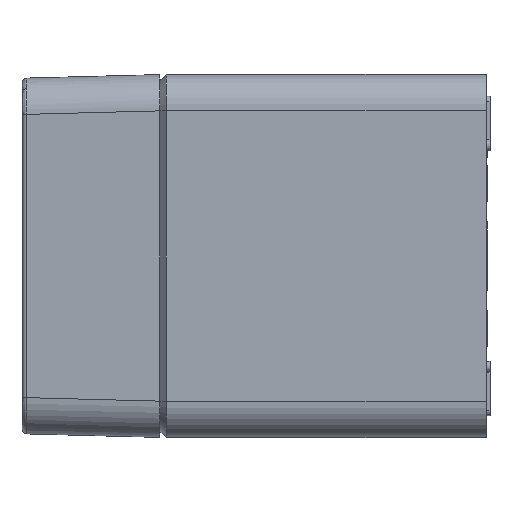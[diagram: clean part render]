
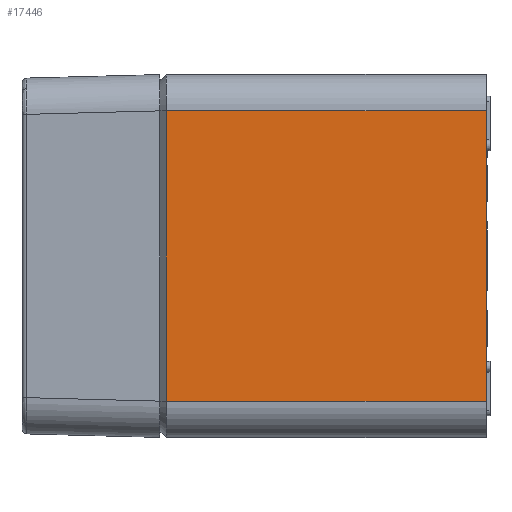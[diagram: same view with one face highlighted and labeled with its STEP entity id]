
A CAD part, left-side view. The second image highlights one B-rep face of the part: STEP entity #17446.
In plain terms, the highlighted planar face has unit normal (-1, 0, 0).
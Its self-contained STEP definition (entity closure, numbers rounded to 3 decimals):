
#338 = EDGE_LOOP ( 'NONE', ( #5934, #8366, #32916, #19365 ) ) ;
#490 = DIRECTION ( 'NONE',  ( 0., 0., 1. ) ) ;
#1713 = VERTEX_POINT ( 'NONE', #35411 ) ;
#1786 = LINE ( 'NONE', #35093, #23542 ) ;
#3032 = VERTEX_POINT ( 'NONE', #14328 ) ;
#5848 = DIRECTION ( 'NONE',  ( 0., 1., 0. ) ) ;
#5934 = ORIENTED_EDGE ( 'NONE', *, *, #6353, .T. ) ;
#6353 = EDGE_CURVE ( 'NONE', #22730, #1713, #1786, .T. ) ;
#8357 = LINE ( 'NONE', #9725, #46094 ) ;
#8366 = ORIENTED_EDGE ( 'NONE', *, *, #45025, .T. ) ;
#9725 = CARTESIAN_POINT ( 'NONE',  ( -115., -90., -40.045 ) ) ;
#11079 = CARTESIAN_POINT ( 'NONE',  ( -115., -90., -50.045 ) ) ;
#11378 = CARTESIAN_POINT ( 'NONE',  ( -115., -90., 40.045 ) ) ;
#12442 = VECTOR ( 'NONE', #14429, 1000. ) ;
#14328 = CARTESIAN_POINT ( 'NONE',  ( -115., -90., -40.045 ) ) ;
#14429 = DIRECTION ( 'NONE',  ( 0., 0., -1. ) ) ;
#17282 = CARTESIAN_POINT ( 'NONE',  ( -115., -1.8, -40.045 ) ) ;
#17446 = ADVANCED_FACE ( 'NONE', ( #38981 ), #44266, .T. ) ;
#17996 = EDGE_CURVE ( 'NONE', #3032, #22730, #34486, .T. ) ;
#19349 = VERTEX_POINT ( 'NONE', #17282 ) ;
#19365 = ORIENTED_EDGE ( 'NONE', *, *, #17996, .T. ) ;
#22128 = DIRECTION ( 'NONE',  ( 0., 0., 1. ) ) ;
#22398 = DIRECTION ( 'NONE',  ( -1., 0., 0. ) ) ;
#22730 = VERTEX_POINT ( 'NONE', #11378 ) ;
#23542 = VECTOR ( 'NONE', #5848, 1000. ) ;
#25744 = CARTESIAN_POINT ( 'NONE',  ( -115., -90., -50.045 ) ) ;
#28328 = CARTESIAN_POINT ( 'NONE',  ( -115., -1.8, -50.045 ) ) ;
#29919 = VECTOR ( 'NONE', #22128, 1000. ) ;
#31884 = LINE ( 'NONE', #28328, #12442 ) ;
#31930 = DIRECTION ( 'NONE',  ( 0., -1., 0. ) ) ;
#31946 = EDGE_CURVE ( 'NONE', #19349, #3032, #8357, .T. ) ;
#32916 = ORIENTED_EDGE ( 'NONE', *, *, #31946, .T. ) ;
#34486 = LINE ( 'NONE', #11079, #29919 ) ;
#35093 = CARTESIAN_POINT ( 'NONE',  ( -115., -90., 40.045 ) ) ;
#35411 = CARTESIAN_POINT ( 'NONE',  ( -115., -1.8, 40.045 ) ) ;
#38981 = FACE_OUTER_BOUND ( 'NONE', #338, .T. ) ;
#44266 = PLANE ( 'NONE',  #45185 ) ;
#45025 = EDGE_CURVE ( 'NONE', #1713, #19349, #31884, .T. ) ;
#45185 = AXIS2_PLACEMENT_3D ( 'NONE', #25744, #22398, #490 ) ;
#46094 = VECTOR ( 'NONE', #31930, 1000. ) ;
